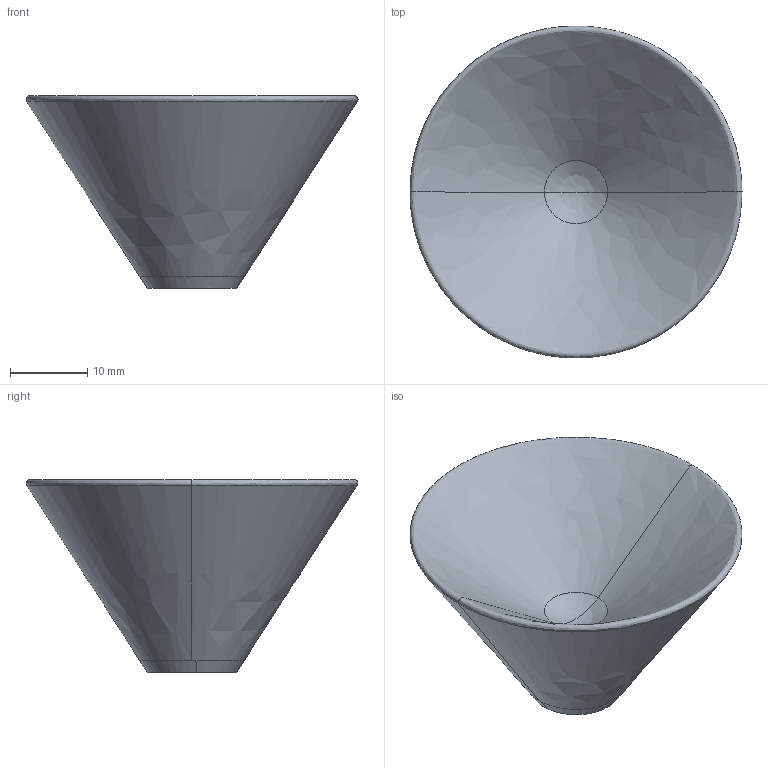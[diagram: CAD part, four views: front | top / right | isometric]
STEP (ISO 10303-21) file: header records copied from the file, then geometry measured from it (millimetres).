
FILE_DESCRIPTION(/* description */ (''),/* implementation_level */ '2;1');
FILE_NAME(/* name */ '0538_043_00.stp',/* time_stamp */ '2023-01-03T08:05:57+01:00',/* author */ ('jferrer'),/* organization */ (''),/* preprocessor_version */ 'ST-DEVELOPER v18.1',/* originating_system */ 'Autodesk Inventor 2022',/* authorisation */ '');
FILE_SCHEMA (('CONFIG_CONTROL_DESIGN'));
Length unit declared in the file: millimetre
Products named in the file (1): 0538_Big_00
Bounding box: 43.02 x 43.01 x 25 mm (x, y, z)
Volume: 9734.6 mm3; surface area: 4525.6 mm2
Topology: 1 solids, 1 shells, 14 faces, 36 edges, 22 vertices
Faces by surface type: bspline 10, cone 2, cylinder 1, plane 1
Full cylindrical faces by diameter (mm): 3.242 x1
Entity records: 808 total; most frequent: CARTESIAN_POINT 528, ORIENTED_EDGE 66, EDGE_CURVE 33, DIRECTION 27, VERTEX_POINT 22, EDGE_LOOP 15, FACE_OUTER_BOUND 14, ADVANCED_FACE 14
